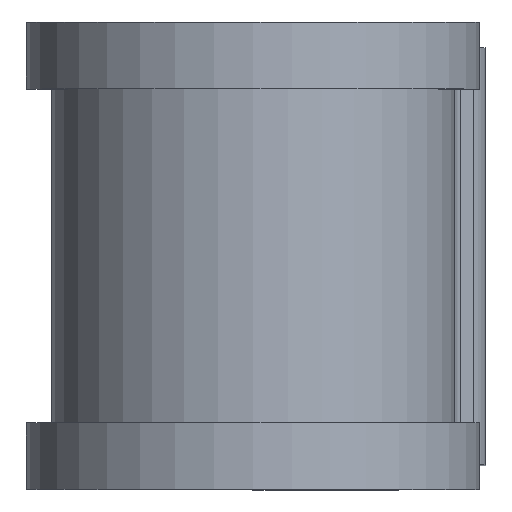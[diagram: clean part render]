
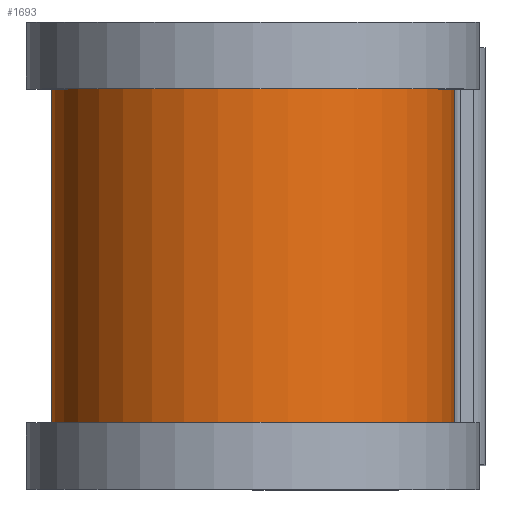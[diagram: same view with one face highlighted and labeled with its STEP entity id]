
A CAD part, top view. The second image highlights one B-rep face of the part: STEP entity #1693.
In plain terms, the highlighted cylindrical face has radius 12.268 mm (diameter 24.536 mm), a partial arc.
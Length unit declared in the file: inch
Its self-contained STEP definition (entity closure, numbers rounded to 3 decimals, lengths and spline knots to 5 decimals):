
#59 = EDGE_CURVE ( 'NONE', #1638, #1419, #595, .T. ) ;
#104 = AXIS2_PLACEMENT_3D ( 'NONE', #131, #450, #532 ) ;
#107 = ORIENTED_EDGE ( 'NONE', *, *, #1465, .T. ) ;
#131 = CARTESIAN_POINT ( 'NONE',  ( 0., 0.4, 0. ) ) ;
#154 = CARTESIAN_POINT ( 'NONE',  ( 0.483, 0.4, 0. ) ) ;
#181 = CARTESIAN_POINT ( 'NONE',  ( 0., 0.5, 0. ) ) ;
#211 = EDGE_CURVE ( 'NONE', #1224, #1638, #420, .T. ) ;
#219 = FACE_OUTER_BOUND ( 'NONE', #1130, .T. ) ;
#225 = ORIENTED_EDGE ( 'NONE', *, *, #211, .F. ) ;
#411 = ORIENTED_EDGE ( 'NONE', *, *, #626, .T. ) ;
#420 = LINE ( 'NONE', #845, #1277 ) ;
#450 = DIRECTION ( 'NONE',  ( 0., -1., 0. ) ) ;
#480 = DIRECTION ( 'NONE',  ( 0., 0., -1. ) ) ;
#532 = DIRECTION ( 'NONE',  ( 0., 0., -1. ) ) ;
#566 = VECTOR ( 'NONE', #1448, 39.37008 ) ;
#584 = AXIS2_PLACEMENT_3D ( 'NONE', #1575, #1580, #1590 ) ;
#595 = CIRCLE ( 'NONE', #584, 0.483 ) ;
#610 = LINE ( 'NONE', #1720, #566 ) ;
#626 = EDGE_CURVE ( 'NONE', #1224, #1528, #1374, .T. ) ;
#815 = CARTESIAN_POINT ( 'NONE',  ( 0., -0.4, -0.483 ) ) ;
#827 = DIRECTION ( 'NONE',  ( 0., -1., 0. ) ) ;
#845 = CARTESIAN_POINT ( 'NONE',  ( 0.483, 0.5, 0. ) ) ;
#955 = ORIENTED_EDGE ( 'NONE', *, *, #59, .F. ) ;
#994 = CARTESIAN_POINT ( 'NONE',  ( 0.483, -0.4, 0. ) ) ;
#1107 = CARTESIAN_POINT ( 'NONE',  ( 0., 0.4, -0.483 ) ) ;
#1130 = EDGE_LOOP ( 'NONE', ( #225, #411, #107, #955 ) ) ;
#1224 = VERTEX_POINT ( 'NONE', #154 ) ;
#1245 = AXIS2_PLACEMENT_3D ( 'NONE', #181, #1253, #480 ) ;
#1253 = DIRECTION ( 'NONE',  ( 0., -1., 0. ) ) ;
#1277 = VECTOR ( 'NONE', #827, 39.37008 ) ;
#1374 = CIRCLE ( 'NONE', #104, 0.483 ) ;
#1419 = VERTEX_POINT ( 'NONE', #815 ) ;
#1448 = DIRECTION ( 'NONE',  ( 0., -1., 0. ) ) ;
#1465 = EDGE_CURVE ( 'NONE', #1528, #1419, #610, .T. ) ;
#1528 = VERTEX_POINT ( 'NONE', #1107 ) ;
#1539 = CYLINDRICAL_SURFACE ( 'NONE', #1245, 0.483 ) ;
#1575 = CARTESIAN_POINT ( 'NONE',  ( 0., -0.4, 0. ) ) ;
#1580 = DIRECTION ( 'NONE',  ( 0., -1., 0. ) ) ;
#1590 = DIRECTION ( 'NONE',  ( 0., 0., -1. ) ) ;
#1638 = VERTEX_POINT ( 'NONE', #994 ) ;
#1693 = ADVANCED_FACE ( 'NONE', ( #219 ), #1539, .T. ) ;
#1720 = CARTESIAN_POINT ( 'NONE',  ( 0., 0.5, -0.483 ) ) ;
